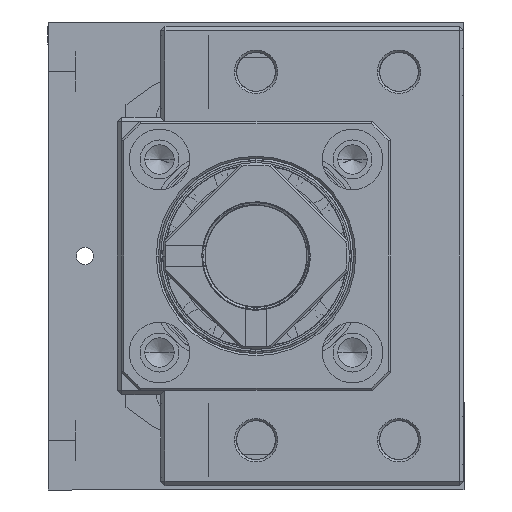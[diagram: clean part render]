
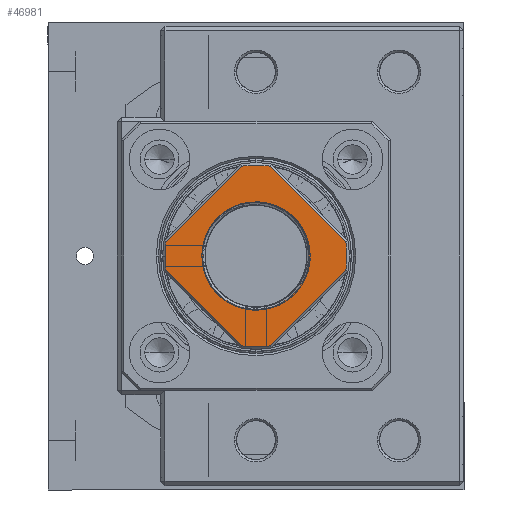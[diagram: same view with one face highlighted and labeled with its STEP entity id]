
A CAD part, left-side view. The second image highlights one B-rep face of the part: STEP entity #46981.
In plain terms, the highlighted face is planar.
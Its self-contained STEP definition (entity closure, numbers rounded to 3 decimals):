
#271 = DIRECTION ( 'NONE',  ( 0., 0., 1. ) ) ;
#759 = ORIENTED_EDGE ( 'NONE', *, *, #43442, .T. ) ;
#1137 = AXIS2_PLACEMENT_3D ( 'NONE', #22702, #31233, #38702 ) ;
#1240 = CIRCLE ( 'NONE', #28503, 21. ) ;
#1665 = VERTEX_POINT ( 'NONE', #50334 ) ;
#1880 = CARTESIAN_POINT ( 'NONE',  ( 10.825, -42., 54.25 ) ) ;
#2160 = VERTEX_POINT ( 'NONE', #36602 ) ;
#2645 = AXIS2_PLACEMENT_3D ( 'NONE', #41654, #9579, #18121 ) ;
#2789 = CIRCLE ( 'NONE', #4435, 21. ) ;
#3720 = EDGE_CURVE ( 'NONE', #24651, #43147, #37099, .T. ) ;
#3765 = CARTESIAN_POINT ( 'NONE',  ( -3.303, -42., 68.739 ) ) ;
#4435 = AXIS2_PLACEMENT_3D ( 'NONE', #7861, #19244, #8123 ) ;
#4622 = VECTOR ( 'NONE', #43379, 1000. ) ;
#5566 = DIRECTION ( 'NONE',  ( 0., 0., -1. ) ) ;
#5622 = ORIENTED_EDGE ( 'NONE', *, *, #49296, .T. ) ;
#5902 = DIRECTION ( 'NONE',  ( -0.707, 0., 0.707 ) ) ;
#6323 = PLANE ( 'NONE',  #45968 ) ;
#6365 = CIRCLE ( 'NONE', #40234, 21. ) ;
#6453 = EDGE_CURVE ( 'NONE', #33975, #48473, #13118, .T. ) ;
#6459 = CARTESIAN_POINT ( 'NONE',  ( 12.203, -42., 49.897 ) ) ;
#6589 = DIRECTION ( 'NONE',  ( 0., 0., 1. ) ) ;
#6924 = DIRECTION ( 'NONE',  ( -0.707, 0., -0.707 ) ) ;
#7105 = CARTESIAN_POINT ( 'NONE',  ( 12.094, -42., 50.656 ) ) ;
#7861 = CARTESIAN_POINT ( 'NONE',  ( 0., -42., 48. ) ) ;
#8123 = DIRECTION ( 'NONE',  ( 0., 0., 1. ) ) ;
#8323 = CARTESIAN_POINT ( 'NONE',  ( 3.303, -42., 68.739 ) ) ;
#8829 = ORIENTED_EDGE ( 'NONE', *, *, #44514, .T. ) ;
#8952 = CARTESIAN_POINT ( 'NONE',  ( -3.303, -42., 27.261 ) ) ;
#9168 = VERTEX_POINT ( 'NONE', #36520 ) ;
#9579 = DIRECTION ( 'NONE',  ( 0., -1., 0. ) ) ;
#9824 = ORIENTED_EDGE ( 'NONE', *, *, #42491, .T. ) ;
#10261 = EDGE_LOOP ( 'NONE', ( #15790, #48447, #17734, #25435, #759 ) ) ;
#10923 = VECTOR ( 'NONE', #6924, 1000. ) ;
#11102 = DIRECTION ( 'NONE',  ( 0., 1., 0. ) ) ;
#11762 = EDGE_CURVE ( 'NONE', #48534, #44113, #23440, .T. ) ;
#11804 = LINE ( 'NONE', #39736, #4622 ) ;
#11832 = DIRECTION ( 'NONE',  ( 0., -1., 0. ) ) ;
#12614 = AXIS2_PLACEMENT_3D ( 'NONE', #25000, #36142, #41000 ) ;
#13118 = B_SPLINE_CURVE_WITH_KNOTS ( 'NONE', 3,
 ( #17226, #33531, #40755, #45133, #13358, #17486, #41255, #21113 ),
 .UNSPECIFIED., .F., .F.,
 ( 4, 2, 2, 4 ),
 ( 0., 0.001, 0.002, 0.005 ),
 .UNSPECIFIED. ) ;
#13358 = CARTESIAN_POINT ( 'NONE',  ( 9.7, -42., 55.799 ) ) ;
#13645 = B_SPLINE_CURVE_WITH_KNOTS ( 'NONE', 3,
 ( #27819, #43566, #7105, #23925, #39664, #20015, #35809, #22920 ),
 .UNSPECIFIED., .F., .F.,
 ( 4, 2, 2, 4 ),
 ( 0., 0.001, 0.002, 0.005 ),
 .UNSPECIFIED. ) ;
#13802 = CARTESIAN_POINT ( 'NONE',  ( 0., -42., 35.65 ) ) ;
#13874 = FACE_BOUND ( 'NONE', #10261, .T. ) ;
#14393 = EDGE_CURVE ( 'NONE', #46159, #33975, #13645, .T. ) ;
#15112 = ORIENTED_EDGE ( 'NONE', *, *, #16057, .T. ) ;
#15790 = ORIENTED_EDGE ( 'NONE', *, *, #14393, .T. ) ;
#16057 = EDGE_CURVE ( 'NONE', #46174, #9168, #22161, .T. ) ;
#16810 = LINE ( 'NONE', #45220, #29927 ) ;
#17226 = CARTESIAN_POINT ( 'NONE',  ( 10.825, -42., 54.25 ) ) ;
#17263 = EDGE_CURVE ( 'NONE', #1665, #2160, #40366, .T. ) ;
#17486 = CARTESIAN_POINT ( 'NONE',  ( 8.924, -42., 56.647 ) ) ;
#17734 = ORIENTED_EDGE ( 'NONE', *, *, #42665, .T. ) ;
#18121 = DIRECTION ( 'NONE',  ( 0., 0., -1. ) ) ;
#19244 = DIRECTION ( 'NONE',  ( 0., 1., 0. ) ) ;
#20015 = CARTESIAN_POINT ( 'NONE',  ( 11.486, -42., 52.871 ) ) ;
#20353 = CARTESIAN_POINT ( 'NONE',  ( 0., -42., 60.35 ) ) ;
#21113 = CARTESIAN_POINT ( 'NONE',  ( 7.744, -42., 57.62 ) ) ;
#21127 = ORIENTED_EDGE ( 'NONE', *, *, #38926, .T. ) ;
#22161 = CIRCLE ( 'NONE', #26312, 21. ) ;
#22344 = DIRECTION ( 'NONE',  ( 0., 0., 1. ) ) ;
#22702 = CARTESIAN_POINT ( 'NONE',  ( 0., -42., 48. ) ) ;
#22920 = CARTESIAN_POINT ( 'NONE',  ( 10.825, -42., 54.25 ) ) ;
#23440 = CIRCLE ( 'NONE', #1137, 21. ) ;
#23556 = CARTESIAN_POINT ( 'NONE',  ( 0., -42., 48. ) ) ;
#23925 = CARTESIAN_POINT ( 'NONE',  ( 11.932, -42., 51.404 ) ) ;
#24095 = ORIENTED_EDGE ( 'NONE', *, *, #31542, .T. ) ;
#24651 = VERTEX_POINT ( 'NONE', #20353 ) ;
#24765 = CARTESIAN_POINT ( 'NONE',  ( 0., -42., 48. ) ) ;
#25000 = CARTESIAN_POINT ( 'NONE',  ( 0., -42., 48. ) ) ;
#25072 = ORIENTED_EDGE ( 'NONE', *, *, #48766, .T. ) ;
#25261 = FACE_OUTER_BOUND ( 'NONE', #48388, .T. ) ;
#25435 = ORIENTED_EDGE ( 'NONE', *, *, #3720, .T. ) ;
#25827 = VERTEX_POINT ( 'NONE', #45942 ) ;
#26312 = AXIS2_PLACEMENT_3D ( 'NONE', #47000, #27161, #271 ) ;
#26625 = CIRCLE ( 'NONE', #2645, 12.35 ) ;
#27161 = DIRECTION ( 'NONE',  ( 0., 1., 0. ) ) ;
#27692 = DIRECTION ( 'NONE',  ( 0., 0., 1. ) ) ;
#27819 = CARTESIAN_POINT ( 'NONE',  ( 12.203, -42., 49.897 ) ) ;
#28503 = AXIS2_PLACEMENT_3D ( 'NONE', #23556, #11102, #27692 ) ;
#29927 = VECTOR ( 'NONE', #5902, 1000. ) ;
#30114 = CARTESIAN_POINT ( 'NONE',  ( 0., -42., 48. ) ) ;
#30161 = CARTESIAN_POINT ( 'NONE',  ( 0., -42., 69.5 ) ) ;
#30390 = DIRECTION ( 'NONE',  ( 0., 1., 0. ) ) ;
#31233 = DIRECTION ( 'NONE',  ( 0., 1., 0. ) ) ;
#31542 = EDGE_CURVE ( 'NONE', #9168, #48534, #11804, .T. ) ;
#33050 = VECTOR ( 'NONE', #48321, 1000. ) ;
#33531 = CARTESIAN_POINT ( 'NONE',  ( 10.623, -42., 54.577 ) ) ;
#33587 = CARTESIAN_POINT ( 'NONE',  ( 20.739, -42., 44.697 ) ) ;
#33975 = VERTEX_POINT ( 'NONE', #1880 ) ;
#35809 = CARTESIAN_POINT ( 'NONE',  ( 11.189, -42., 53.574 ) ) ;
#36142 = DIRECTION ( 'NONE',  ( 0., -1., 0. ) ) ;
#36520 = CARTESIAN_POINT ( 'NONE',  ( -20.739, -42., 51.303 ) ) ;
#36602 = CARTESIAN_POINT ( 'NONE',  ( 20.739, -42., 51.303 ) ) ;
#37099 = CIRCLE ( 'NONE', #44526, 12.35 ) ;
#37586 = CARTESIAN_POINT ( 'NONE',  ( 0., -42., 69. ) ) ;
#37855 = ORIENTED_EDGE ( 'NONE', *, *, #17263, .T. ) ;
#38012 = CARTESIAN_POINT ( 'NONE',  ( -20.739, -42., 44.697 ) ) ;
#38702 = DIRECTION ( 'NONE',  ( 0., 0., 1. ) ) ;
#38926 = EDGE_CURVE ( 'NONE', #44113, #1665, #1240, .T. ) ;
#39358 = VERTEX_POINT ( 'NONE', #8952 ) ;
#39664 = CARTESIAN_POINT ( 'NONE',  ( 11.833, -42., 51.776 ) ) ;
#39736 = CARTESIAN_POINT ( 'NONE',  ( -20.739, -42., 51.303 ) ) ;
#40234 = AXIS2_PLACEMENT_3D ( 'NONE', #30114, #30390, #22344 ) ;
#40366 = LINE ( 'NONE', #8323, #33050 ) ;
#40755 = CARTESIAN_POINT ( 'NONE',  ( 10.407, -42., 54.893 ) ) ;
#41000 = DIRECTION ( 'NONE',  ( 0., 0., -1. ) ) ;
#41088 = CARTESIAN_POINT ( 'NONE',  ( 7.744, -42., 57.62 ) ) ;
#41255 = CARTESIAN_POINT ( 'NONE',  ( 8.359, -42., 57.16 ) ) ;
#41436 = CARTESIAN_POINT ( 'NONE',  ( 20.739, -42., 44.697 ) ) ;
#41654 = CARTESIAN_POINT ( 'NONE',  ( 0., -42., 48. ) ) ;
#42349 = LINE ( 'NONE', #33587, #10923 ) ;
#42491 = EDGE_CURVE ( 'NONE', #47309, #25827, #42349, .T. ) ;
#42665 = EDGE_CURVE ( 'NONE', #48473, #24651, #43989, .T. ) ;
#43107 = ORIENTED_EDGE ( 'NONE', *, *, #11762, .T. ) ;
#43147 = VERTEX_POINT ( 'NONE', #13802 ) ;
#43379 = DIRECTION ( 'NONE',  ( 0.707, 0., 0.707 ) ) ;
#43442 = EDGE_CURVE ( 'NONE', #43147, #46159, #26625, .T. ) ;
#43566 = CARTESIAN_POINT ( 'NONE',  ( 12.158, -42., 50.278 ) ) ;
#43989 = CIRCLE ( 'NONE', #12614, 12.35 ) ;
#44113 = VERTEX_POINT ( 'NONE', #37586 ) ;
#44514 = EDGE_CURVE ( 'NONE', #25827, #39358, #2789, .T. ) ;
#44526 = AXIS2_PLACEMENT_3D ( 'NONE', #24765, #11832, #5566 ) ;
#45133 = CARTESIAN_POINT ( 'NONE',  ( 9.946, -42., 55.503 ) ) ;
#45220 = CARTESIAN_POINT ( 'NONE',  ( -3.303, -42., 27.261 ) ) ;
#45942 = CARTESIAN_POINT ( 'NONE',  ( 3.303, -42., 27.261 ) ) ;
#45968 = AXIS2_PLACEMENT_3D ( 'NONE', #30161, #46127, #6589 ) ;
#46127 = DIRECTION ( 'NONE',  ( 0., 1., 0. ) ) ;
#46159 = VERTEX_POINT ( 'NONE', #6459 ) ;
#46174 = VERTEX_POINT ( 'NONE', #38012 ) ;
#46981 = ADVANCED_FACE ( 'NONE', ( #25261, #13874 ), #6323, .T. ) ;
#47000 = CARTESIAN_POINT ( 'NONE',  ( 0., -42., 48. ) ) ;
#47309 = VERTEX_POINT ( 'NONE', #41436 ) ;
#48321 = DIRECTION ( 'NONE',  ( 0.707, 0., -0.707 ) ) ;
#48388 = EDGE_LOOP ( 'NONE', ( #15112, #24095, #43107, #21127, #37855, #25072, #9824, #8829, #5622 ) ) ;
#48447 = ORIENTED_EDGE ( 'NONE', *, *, #6453, .T. ) ;
#48473 = VERTEX_POINT ( 'NONE', #41088 ) ;
#48534 = VERTEX_POINT ( 'NONE', #3765 ) ;
#48766 = EDGE_CURVE ( 'NONE', #2160, #47309, #6365, .T. ) ;
#49296 = EDGE_CURVE ( 'NONE', #39358, #46174, #16810, .T. ) ;
#50334 = CARTESIAN_POINT ( 'NONE',  ( 3.303, -42., 68.739 ) ) ;
